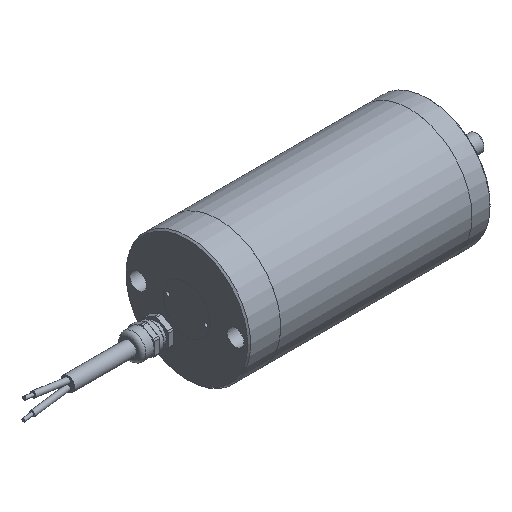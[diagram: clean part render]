
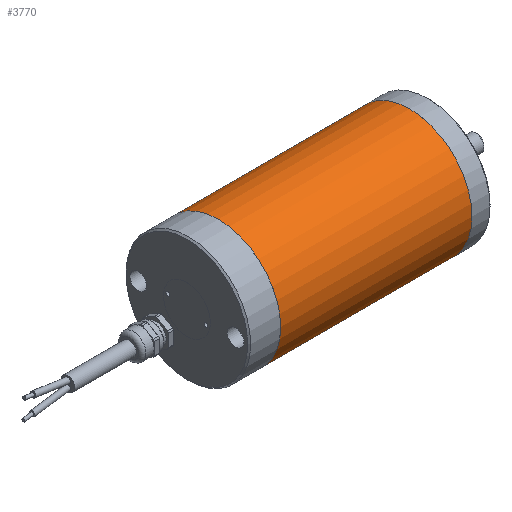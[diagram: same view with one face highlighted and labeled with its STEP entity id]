
A CAD part, isometric view. The second image highlights one B-rep face of the part: STEP entity #3770.
In plain terms, the highlighted cylindrical face has radius 41.5 mm (diameter 83 mm), a full revolution.
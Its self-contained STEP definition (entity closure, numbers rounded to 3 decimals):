
#105 = DIRECTION ( 'NONE',  ( 0., 0., -1. ) ) ;
#379 = CYLINDRICAL_SURFACE ( 'NONE', #4136, 41.5 ) ;
#613 = CIRCLE ( 'NONE', #1467, 41.5 ) ;
#615 = VERTEX_POINT ( 'NONE', #1993 ) ;
#909 = EDGE_CURVE ( 'NONE', #615, #615, #1957, .T. ) ;
#989 = DIRECTION ( 'NONE',  ( 0., 1., 0. ) ) ;
#1008 = DIRECTION ( 'NONE',  ( -1., 0., 0. ) ) ;
#1031 = CARTESIAN_POINT ( 'NONE',  ( 125.5, 0., 0. ) ) ;
#1073 = CARTESIAN_POINT ( 'NONE',  ( 125.5, 41.5, 0. ) ) ;
#1467 = AXIS2_PLACEMENT_3D ( 'NONE', #1031, #1008, #989 ) ;
#1555 = DIRECTION ( 'NONE',  ( 0., 0., 1. ) ) ;
#1556 = DIRECTION ( 'NONE',  ( 1., 0., 0. ) ) ;
#1558 = CARTESIAN_POINT ( 'NONE',  ( -2., 0., 0. ) ) ;
#1755 = CARTESIAN_POINT ( 'NONE',  ( -2.557, 0., 0. ) ) ;
#1956 = AXIS2_PLACEMENT_3D ( 'NONE', #1558, #1556, #1555 ) ;
#1957 = CIRCLE ( 'NONE', #1956, 41.5 ) ;
#1993 = CARTESIAN_POINT ( 'NONE',  ( -2., 0., 41.5 ) ) ;
#2103 = FACE_OUTER_BOUND ( 'NONE', #3660, .T. ) ;
#2724 = EDGE_LOOP ( 'NONE', ( #3278 ) ) ;
#2981 = ORIENTED_EDGE ( 'NONE', *, *, #3673, .T. ) ;
#3187 = DIRECTION ( 'NONE',  ( -1., 0., 0. ) ) ;
#3278 = ORIENTED_EDGE ( 'NONE', *, *, #909, .T. ) ;
#3466 = FACE_OUTER_BOUND ( 'NONE', #2724, .T. ) ;
#3660 = EDGE_LOOP ( 'NONE', ( #2981 ) ) ;
#3673 = EDGE_CURVE ( 'NONE', #4018, #4018, #613, .T. ) ;
#3770 = ADVANCED_FACE ( 'Defeature ausgef�hrt1_69', ( #2103, #3466 ), #379, .T. ) ;
#4018 = VERTEX_POINT ( 'NONE', #1073 ) ;
#4136 = AXIS2_PLACEMENT_3D ( 'NONE', #1755, #3187, #105 ) ;
